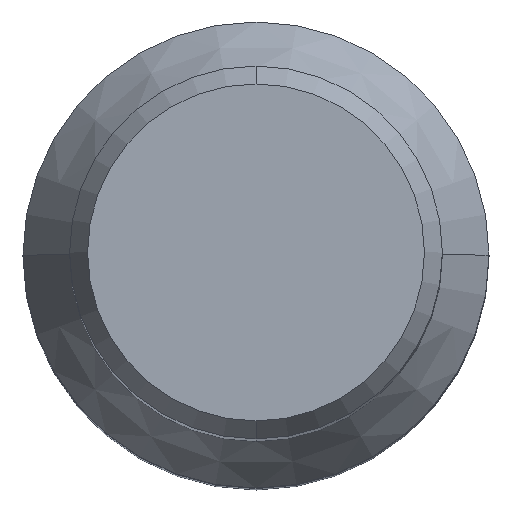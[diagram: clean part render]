
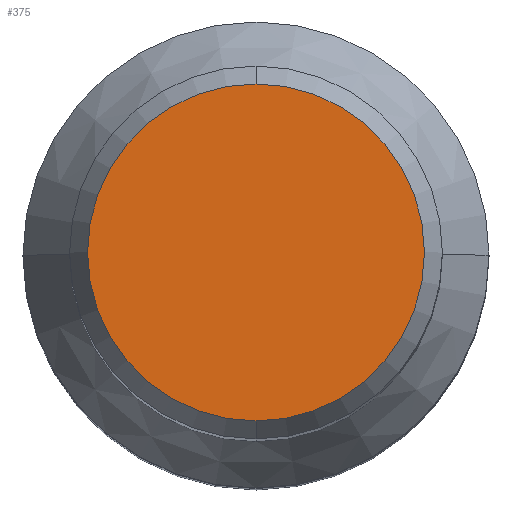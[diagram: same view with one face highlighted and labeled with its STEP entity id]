
A CAD part, top view. The second image highlights one B-rep face of the part: STEP entity #375.
In plain terms, the highlighted planar face has unit normal (0, 0, 1).
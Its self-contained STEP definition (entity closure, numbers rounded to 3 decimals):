
#299=VERTEX_POINT('',#601);
#353=EDGE_CURVE('',#299,#369,#662,.T.);
#369=VERTEX_POINT('',#679);
#371=EDGE_CURVE('',#369,#299,#681,.T.);
#375=ADVANCED_FACE('',(#685),#686,.T.);
#601=CARTESIAN_POINT('',(0.,-5.423,0.0));
#662=CIRCLE('',#1178,5.423);
#679=CARTESIAN_POINT('',(0.0,5.423,0.0));
#681=CIRCLE('',#1243,5.423);
#685=FACE_OUTER_BOUND('',#1249,.T.);
#686=PLANE('',#1250);
#1178=AXIS2_PLACEMENT_3D('',#1650,#1651,#1652);
#1243=AXIS2_PLACEMENT_3D('',#1667,#1668,#1669);
#1249=EDGE_LOOP('',(#1672,#1673));
#1250=AXIS2_PLACEMENT_3D('',#1674,#1675,#1676);
#1650=CARTESIAN_POINT('',(0.0,0.0,0.0));
#1651=DIRECTION('',(0.0,0.0,-1.0));
#1652=DIRECTION('',(0.0,1.0,0.0));
#1667=CARTESIAN_POINT('',(0.0,0.0,0.0));
#1668=DIRECTION('',(0.0,0.0,-1.0));
#1669=DIRECTION('',(0.0,1.0,0.0));
#1672=ORIENTED_EDGE('',*,*,#371,.F.);
#1673=ORIENTED_EDGE('',*,*,#353,.F.);
#1674=CARTESIAN_POINT('',(0.0,2.711,0.0));
#1675=DIRECTION('',(-0.0,0.0,1.0));
#1676=DIRECTION('',(0.0,-1.0,0.0));
